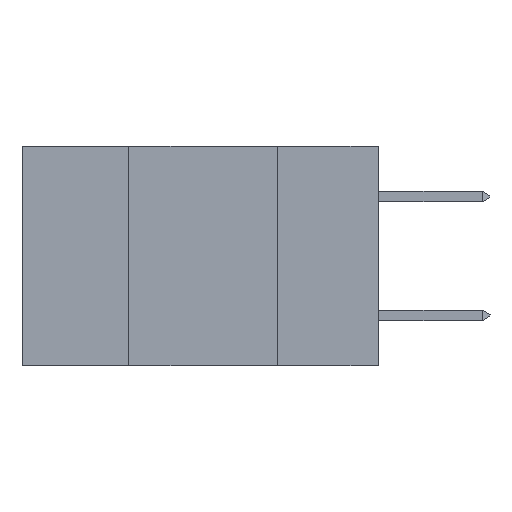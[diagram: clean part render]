
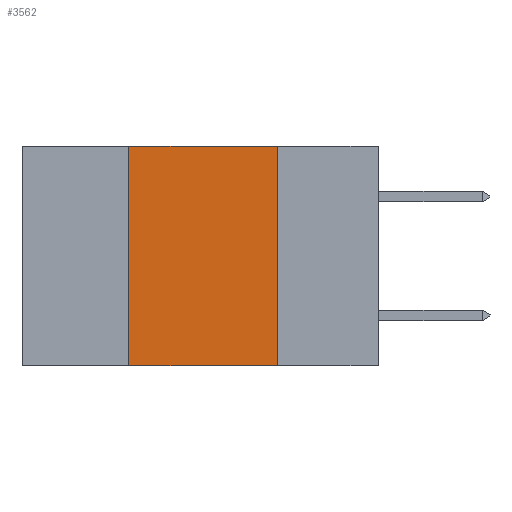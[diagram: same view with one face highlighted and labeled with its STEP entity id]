
A CAD part, left-side view. The second image highlights one B-rep face of the part: STEP entity #3562.
In plain terms, the highlighted planar face has unit normal (-1, 0, 0).
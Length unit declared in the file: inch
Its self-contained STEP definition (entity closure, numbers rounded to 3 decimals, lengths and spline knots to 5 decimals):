
#114 = CARTESIAN_POINT ( 'NONE',  ( 0., 0.42, 0. ) ) ;
#203 = DIRECTION ( 'NONE',  ( 0., -1., 0. ) ) ;
#357 = AXIS2_PLACEMENT_3D ( 'NONE', #9071, #5757, #987 ) ;
#639 = CARTESIAN_POINT ( 'NONE',  ( 0., 0.17, -0.37 ) ) ;
#950 = EDGE_CURVE ( 'NONE', #7916, #5688, #1969, .T. ) ;
#987 = DIRECTION ( 'NONE',  ( 0., 0., -1. ) ) ;
#1131 = PLANE ( 'NONE',  #357 ) ;
#1530 = EDGE_LOOP ( 'NONE', ( #3611, #3646, #8552, #5392 ) ) ;
#1969 = LINE ( 'NONE', #7162, #8091 ) ;
#2050 = VECTOR ( 'NONE', #203, 39.37008 ) ;
#2912 = EDGE_CURVE ( 'NONE', #6578, #7916, #5185, .T. ) ;
#3166 = EDGE_CURVE ( 'NONE', #6578, #7244, #5302, .T. ) ;
#3562 = ADVANCED_FACE ( 'NONE', ( #4958 ), #1131, .F. ) ;
#3611 = ORIENTED_EDGE ( 'NONE', *, *, #3809, .F. ) ;
#3646 = ORIENTED_EDGE ( 'NONE', *, *, #950, .F. ) ;
#3809 = EDGE_CURVE ( 'NONE', #5688, #7244, #5903, .T. ) ;
#3961 = CARTESIAN_POINT ( 'NONE',  ( 0., 0.6, -0.37 ) ) ;
#3987 = DIRECTION ( 'NONE',  ( 0., 0., 1. ) ) ;
#4118 = VECTOR ( 'NONE', #6336, 39.37008 ) ;
#4144 = CARTESIAN_POINT ( 'NONE',  ( 0., 0.42, -0.37 ) ) ;
#4958 = FACE_OUTER_BOUND ( 'NONE', #1530, .T. ) ;
#5050 = DIRECTION ( 'NONE',  ( 0., -1., 0. ) ) ;
#5185 = LINE ( 'NONE', #8852, #6931 ) ;
#5302 = LINE ( 'NONE', #3961, #2050 ) ;
#5392 = ORIENTED_EDGE ( 'NONE', *, *, #3166, .T. ) ;
#5688 = VERTEX_POINT ( 'NONE', #7791 ) ;
#5757 = DIRECTION ( 'NONE',  ( 1., 0., 0. ) ) ;
#5903 = LINE ( 'NONE', #639, #4118 ) ;
#6336 = DIRECTION ( 'NONE',  ( 0., 0., -1. ) ) ;
#6578 = VERTEX_POINT ( 'NONE', #4144 ) ;
#6931 = VECTOR ( 'NONE', #3987, 39.37008 ) ;
#7162 = CARTESIAN_POINT ( 'NONE',  ( 0., 0.6, 0. ) ) ;
#7244 = VERTEX_POINT ( 'NONE', #10007 ) ;
#7791 = CARTESIAN_POINT ( 'NONE',  ( 0., 0.17, 0. ) ) ;
#7916 = VERTEX_POINT ( 'NONE', #114 ) ;
#8091 = VECTOR ( 'NONE', #5050, 39.37008 ) ;
#8552 = ORIENTED_EDGE ( 'NONE', *, *, #2912, .F. ) ;
#8852 = CARTESIAN_POINT ( 'NONE',  ( 0., 0.42, -0.37 ) ) ;
#9071 = CARTESIAN_POINT ( 'NONE',  ( 0., 0.6, 0. ) ) ;
#10007 = CARTESIAN_POINT ( 'NONE',  ( 0., 0.17, -0.37 ) ) ;
